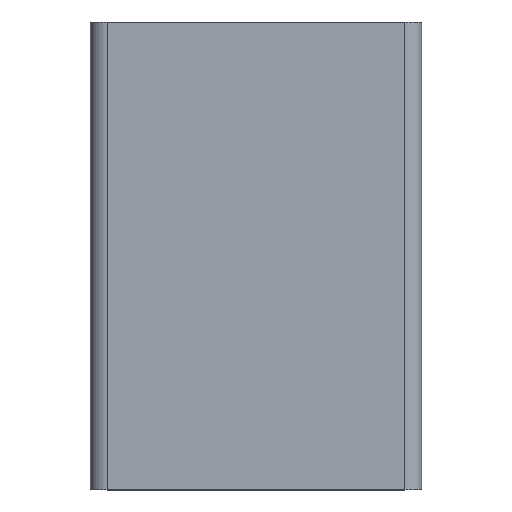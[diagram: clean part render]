
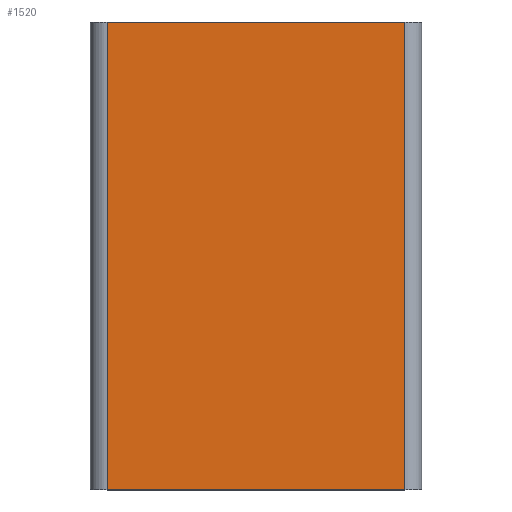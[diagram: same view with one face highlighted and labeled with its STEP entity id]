
A CAD part, top view. The second image highlights one B-rep face of the part: STEP entity #1520.
In plain terms, the highlighted planar face has unit normal (0, 0, 1).
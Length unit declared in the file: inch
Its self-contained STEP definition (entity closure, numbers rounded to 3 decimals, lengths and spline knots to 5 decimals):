
#1457=CARTESIAN_POINT('',(1.907,2.,1.125));
#1458=VERTEX_POINT('',#1457);
#1466=CARTESIAN_POINT('',(1.907,-4.,1.125));
#1467=VERTEX_POINT('',#1466);
#1468=CARTESIAN_POINT('',(1.907,-1.,1.125));
#1469=DIRECTION('',(0.,-1.,0.));
#1470=VECTOR('',#1469,1.);
#1471=LINE('',#1468,#1470);
#1472=EDGE_CURVE('',#1458,#1467,#1471,.T.);
#1490=CARTESIAN_POINT('',(-1.907,2.,1.125));
#1491=VERTEX_POINT('',#1490);
#1492=CARTESIAN_POINT('',(1.907,2.,1.125));
#1493=DIRECTION('',(-1.,0.,0.));
#1494=VECTOR('',#1493,1.);
#1495=LINE('',#1492,#1494);
#1496=EDGE_CURVE('',#1458,#1491,#1495,.T.);
#1497=ORIENTED_EDGE('',*,*,#1496,.T.);
#1498=CARTESIAN_POINT('',(-1.907,-4.,1.125));
#1499=VERTEX_POINT('',#1498);
#1500=CARTESIAN_POINT('',(-1.907,-1.,1.125));
#1501=DIRECTION('',(0.,1.,0.));
#1502=VECTOR('',#1501,1.);
#1503=LINE('',#1500,#1502);
#1504=EDGE_CURVE('',#1499,#1491,#1503,.T.);
#1505=ORIENTED_EDGE('',*,*,#1504,.F.);
#1506=CARTESIAN_POINT('',(1.907,-4.,1.125));
#1507=DIRECTION('',(1.,0.,0.));
#1508=VECTOR('',#1507,1.);
#1509=LINE('',#1506,#1508);
#1510=EDGE_CURVE('',#1499,#1467,#1509,.T.);
#1511=ORIENTED_EDGE('',*,*,#1510,.T.);
#1512=ORIENTED_EDGE('',*,*,#1472,.F.);
#1513=EDGE_LOOP('',(#1497,#1505,#1511,#1512));
#1514=FACE_OUTER_BOUND('',#1513,.T.);
#1515=CARTESIAN_POINT('',(0.,-1.,1.125));
#1516=DIRECTION('',(0.,0.,1.));
#1517=DIRECTION('',(1.,0.,0.));
#1518=AXIS2_PLACEMENT_3D('',#1515,#1516,#1517);
#1519=PLANE('',#1518);
#1520=ADVANCED_FACE('',(#1514),#1519,.T.);
